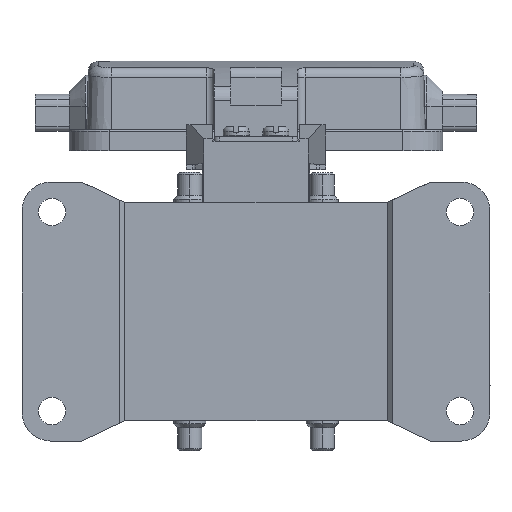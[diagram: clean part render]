
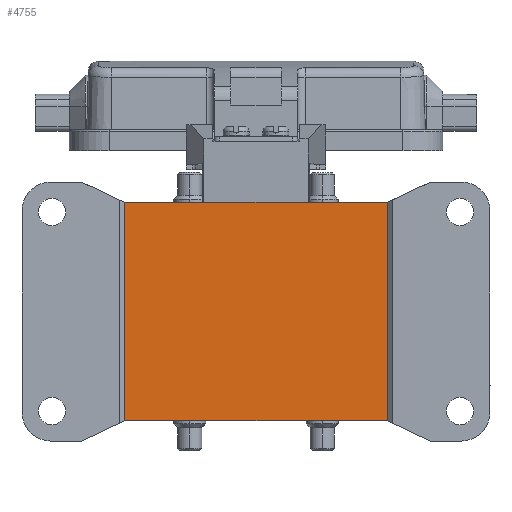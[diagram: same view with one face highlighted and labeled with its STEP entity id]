
A CAD part, front view. The second image highlights one B-rep face of the part: STEP entity #4755.
In plain terms, the highlighted planar face has unit normal (0, -1, 0).
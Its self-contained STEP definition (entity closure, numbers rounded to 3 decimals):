
#829=B_SPLINE_CURVE_WITH_KNOTS('',3,(#36083,#36084,#36085,#36086,#36087,
#36088,#36089),.UNSPECIFIED.,.F.,.F.,(4,3,4),(0.,0.03,1.),
 .UNSPECIFIED.);
#845=B_SPLINE_CURVE_WITH_KNOTS('',3,(#36377,#36378,#36379,#36380),
 .UNSPECIFIED.,.F.,.F.,(4,4),(0.,1.),.UNSPECIFIED.);
#847=B_SPLINE_CURVE_WITH_KNOTS('',3,(#36387,#36388,#36389,#36390,#36391,
#36392,#36393,#36394,#36395,#36396),.UNSPECIFIED.,.F.,.F.,(4,3,3,4),(0.,
0.03,0.97,1.),.UNSPECIFIED.);
#850=B_SPLINE_CURVE_WITH_KNOTS('',3,(#36435,#36436,#36437,#36438,#36439,
#36440,#36441),.UNSPECIFIED.,.F.,.F.,(4,3,4),(0.,0.03,1.),
 .UNSPECIFIED.);
#852=B_SPLINE_CURVE_WITH_KNOTS('',3,(#36448,#36449,#36450,#36451,#36452,
#36453,#36454),.UNSPECIFIED.,.F.,.F.,(4,3,4),(0.,0.969,1.),
 .UNSPECIFIED.);
#853=B_SPLINE_CURVE_WITH_KNOTS('',3,(#36457,#36458,#36459,#36460),
 .UNSPECIFIED.,.F.,.F.,(4,4),(0.,1.),.UNSPECIFIED.);
#854=B_SPLINE_CURVE_WITH_KNOTS('',3,(#36461,#36462,#36463,#36464),
 .UNSPECIFIED.,.F.,.F.,(4,4),(0.,1.),.UNSPECIFIED.);
#855=B_SPLINE_CURVE_WITH_KNOTS('',3,(#36465,#36466,#36467,#36468),
 .UNSPECIFIED.,.F.,.F.,(4,4),(0.,1.),.UNSPECIFIED.);
#4755=ADVANCED_FACE('',(#6111),#5378,.T.);
#5378=PLANE('',#18896);
#6111=FACE_OUTER_BOUND('',#7136,.T.);
#7136=EDGE_LOOP('',(#10654,#10655,#10656,#10657,#10658,#10659,#10660,#10661));
#10654=ORIENTED_EDGE('',*,*,#16195,.F.);
#10655=ORIENTED_EDGE('',*,*,#16196,.T.);
#10656=ORIENTED_EDGE('',*,*,#16193,.F.);
#10657=ORIENTED_EDGE('',*,*,#16197,.F.);
#10658=ORIENTED_EDGE('',*,*,#16176,.F.);
#10659=ORIENTED_EDGE('',*,*,#16174,.F.);
#10660=ORIENTED_EDGE('',*,*,#16060,.F.);
#10661=ORIENTED_EDGE('',*,*,#16198,.F.);
#13860=VERTEX_POINT('',#36082);
#13861=VERTEX_POINT('',#36090);
#13948=VERTEX_POINT('',#36381);
#13949=VERTEX_POINT('',#36397);
#13960=VERTEX_POINT('',#36434);
#13961=VERTEX_POINT('',#36442);
#13962=VERTEX_POINT('',#36455);
#13963=VERTEX_POINT('',#36456);
#16060=EDGE_CURVE('',#13860,#13861,#829,.T.);
#16174=EDGE_CURVE('',#13861,#13948,#845,.T.);
#16176=EDGE_CURVE('',#13948,#13949,#847,.T.);
#16193=EDGE_CURVE('',#13960,#13961,#850,.T.);
#16195=EDGE_CURVE('',#13962,#13963,#852,.T.);
#16196=EDGE_CURVE('',#13962,#13961,#853,.T.);
#16197=EDGE_CURVE('',#13949,#13960,#854,.T.);
#16198=EDGE_CURVE('',#13963,#13860,#855,.T.);
#18896=AXIS2_PLACEMENT_3D('',#36469,#22222,#22223);
#22222=DIRECTION('',(0.,-1.,0.));
#22223=DIRECTION('',(-1.,0.,0.));
#36082=CARTESIAN_POINT('',(52.073,50.375,18.593));
#36083=CARTESIAN_POINT('',(52.073,50.375,18.592));
#36084=CARTESIAN_POINT('',(52.073,50.375,18.592));
#36085=CARTESIAN_POINT('',(52.073,50.375,18.593));
#36086=CARTESIAN_POINT('',(52.073,50.375,18.593));
#36087=CARTESIAN_POINT('',(52.067,50.375,18.595));
#36088=CARTESIAN_POINT('',(52.061,50.375,18.598));
#36089=CARTESIAN_POINT('',(52.055,50.375,18.601));
#36090=CARTESIAN_POINT('',(52.055,50.375,18.601));
#36377=CARTESIAN_POINT('',(52.055,50.375,18.601));
#36378=CARTESIAN_POINT('',(34.487,50.375,18.601));
#36379=CARTESIAN_POINT('',(16.918,50.375,18.601));
#36380=CARTESIAN_POINT('',(-0.65,50.375,18.601));
#36381=CARTESIAN_POINT('',(-0.65,50.375,18.601));
#36387=CARTESIAN_POINT('',(-0.649,50.375,18.601));
#36388=CARTESIAN_POINT('',(-0.65,50.375,18.601));
#36389=CARTESIAN_POINT('',(-0.65,50.375,18.601));
#36390=CARTESIAN_POINT('',(-0.65,50.375,18.601));
#36391=CARTESIAN_POINT('',(-0.656,50.375,18.598));
#36392=CARTESIAN_POINT('',(-0.661,50.375,18.596));
#36393=CARTESIAN_POINT('',(-0.667,50.375,18.593));
#36394=CARTESIAN_POINT('',(-0.667,50.375,18.593));
#36395=CARTESIAN_POINT('',(-0.667,50.375,18.593));
#36396=CARTESIAN_POINT('',(-0.668,50.375,18.593));
#36397=CARTESIAN_POINT('',(-0.668,50.375,18.593));
#36434=CARTESIAN_POINT('',(-0.668,50.375,62.442));
#36435=CARTESIAN_POINT('',(-0.668,50.375,62.442));
#36436=CARTESIAN_POINT('',(-0.668,50.375,62.442));
#36437=CARTESIAN_POINT('',(-0.668,50.375,62.442));
#36438=CARTESIAN_POINT('',(-0.667,50.375,62.442));
#36439=CARTESIAN_POINT('',(-0.662,50.375,62.439));
#36440=CARTESIAN_POINT('',(-0.656,50.375,62.436));
#36441=CARTESIAN_POINT('',(-0.65,50.375,62.434));
#36442=CARTESIAN_POINT('',(-0.65,50.375,62.434));
#36448=CARTESIAN_POINT('',(52.055,50.375,62.434));
#36449=CARTESIAN_POINT('',(52.061,50.375,62.436));
#36450=CARTESIAN_POINT('',(52.066,50.375,62.439));
#36451=CARTESIAN_POINT('',(52.072,50.375,62.442));
#36452=CARTESIAN_POINT('',(52.072,50.375,62.442));
#36453=CARTESIAN_POINT('',(52.072,50.375,62.442));
#36454=CARTESIAN_POINT('',(52.073,50.375,62.442));
#36455=CARTESIAN_POINT('',(52.055,50.375,62.434));
#36456=CARTESIAN_POINT('',(52.073,50.375,62.442));
#36457=CARTESIAN_POINT('',(52.055,50.375,62.434));
#36458=CARTESIAN_POINT('',(34.487,50.375,62.434));
#36459=CARTESIAN_POINT('',(16.918,50.375,62.434));
#36460=CARTESIAN_POINT('',(-0.65,50.375,62.434));
#36461=CARTESIAN_POINT('',(-0.668,50.376,18.593));
#36462=CARTESIAN_POINT('',(-0.668,50.376,33.209));
#36463=CARTESIAN_POINT('',(-0.668,50.376,47.826));
#36464=CARTESIAN_POINT('',(-0.668,50.376,62.442));
#36465=CARTESIAN_POINT('',(52.073,50.376,62.442));
#36466=CARTESIAN_POINT('',(52.073,50.376,47.825));
#36467=CARTESIAN_POINT('',(52.073,50.376,33.209));
#36468=CARTESIAN_POINT('',(52.073,50.376,18.593));
#36469=CARTESIAN_POINT('',(25.703,50.375,40.517));
